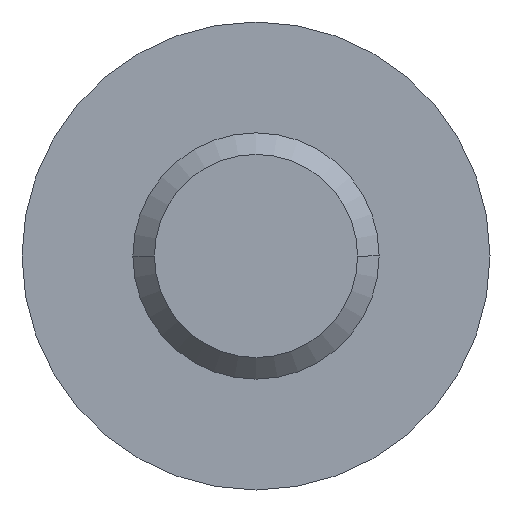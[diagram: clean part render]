
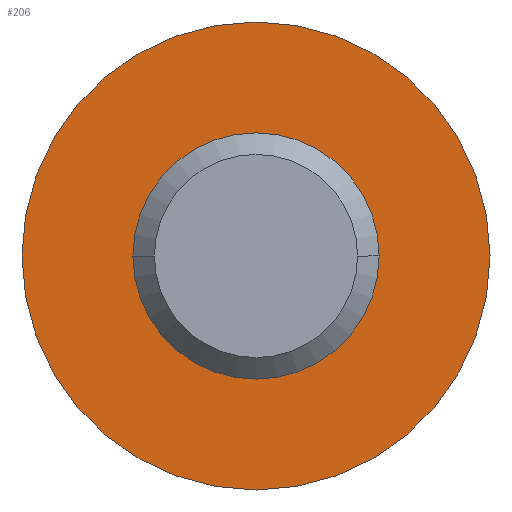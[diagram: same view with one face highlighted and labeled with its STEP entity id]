
A CAD part, left-side view. The second image highlights one B-rep face of the part: STEP entity #206.
In plain terms, the highlighted planar face has unit normal (-1, 0, 0).
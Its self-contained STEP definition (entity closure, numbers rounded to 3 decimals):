
#7 = VERTEX_POINT ( 'NONE', #532 ) ;
#16 = CARTESIAN_POINT ( 'NONE',  ( -2.2, 0., 0. ) ) ;
#39 = DIRECTION ( 'NONE',  ( 0., 1., 0. ) ) ;
#50 = DIRECTION ( 'NONE',  ( 0., 1., 0. ) ) ;
#53 = VERTEX_POINT ( 'NONE', #482 ) ;
#54 = EDGE_LOOP ( 'NONE', ( #119, #152 ) ) ;
#60 = AXIS2_PLACEMENT_3D ( 'NONE', #16, #492, #165 ) ;
#91 = AXIS2_PLACEMENT_3D ( 'NONE', #505, #537, #254 ) ;
#119 = ORIENTED_EDGE ( 'NONE', *, *, #327, .F. ) ;
#144 = VERTEX_POINT ( 'NONE', #296 ) ;
#152 = ORIENTED_EDGE ( 'NONE', *, *, #268, .F. ) ;
#165 = DIRECTION ( 'NONE',  ( 0., 1., 0. ) ) ;
#174 = VERTEX_POINT ( 'NONE', #483 ) ;
#180 = EDGE_LOOP ( 'NONE', ( #472, #393 ) ) ;
#206 = ADVANCED_FACE ( 'NONE', ( #344, #347 ), #217, .T. ) ;
#217 = PLANE ( 'NONE',  #91 ) ;
#230 = DIRECTION ( 'NONE',  ( 1., 0., 0. ) ) ;
#249 = EDGE_CURVE ( 'NONE', #174, #144, #348, .T. ) ;
#254 = DIRECTION ( 'NONE',  ( 0., -1., 0. ) ) ;
#268 = EDGE_CURVE ( 'NONE', #7, #53, #272, .T. ) ;
#272 = CIRCLE ( 'NONE', #336, 3.8 ) ;
#279 = DIRECTION ( 'NONE',  ( 0., 1., 0. ) ) ;
#296 = CARTESIAN_POINT ( 'NONE',  ( -2.2, 2., 0. ) ) ;
#327 = EDGE_CURVE ( 'NONE', #53, #7, #372, .T. ) ;
#336 = AXIS2_PLACEMENT_3D ( 'NONE', #437, #358, #39 ) ;
#344 = FACE_BOUND ( 'NONE', #180, .T. ) ;
#347 = FACE_OUTER_BOUND ( 'NONE', #54, .T. ) ;
#348 = CIRCLE ( 'NONE', #60, 2. ) ;
#353 = CARTESIAN_POINT ( 'NONE',  ( -2.2, 0., 0. ) ) ;
#358 = DIRECTION ( 'NONE',  ( 1., 0., 0. ) ) ;
#372 = CIRCLE ( 'NONE', #386, 3.8 ) ;
#376 = EDGE_CURVE ( 'NONE', #144, #174, #425, .T. ) ;
#386 = AXIS2_PLACEMENT_3D ( 'NONE', #353, #529, #50 ) ;
#393 = ORIENTED_EDGE ( 'NONE', *, *, #249, .T. ) ;
#425 = CIRCLE ( 'NONE', #548, 2. ) ;
#437 = CARTESIAN_POINT ( 'NONE',  ( -2.2, 0., 0. ) ) ;
#472 = ORIENTED_EDGE ( 'NONE', *, *, #376, .T. ) ;
#482 = CARTESIAN_POINT ( 'NONE',  ( -2.2, 3.8, 0. ) ) ;
#483 = CARTESIAN_POINT ( 'NONE',  ( -2.2, -2., 0. ) ) ;
#492 = DIRECTION ( 'NONE',  ( 1., 0., 0. ) ) ;
#505 = CARTESIAN_POINT ( 'NONE',  ( -2.2, 3.8, 0. ) ) ;
#510 = CARTESIAN_POINT ( 'NONE',  ( -2.2, 0., 0. ) ) ;
#529 = DIRECTION ( 'NONE',  ( 1., 0., 0. ) ) ;
#532 = CARTESIAN_POINT ( 'NONE',  ( -2.2, -3.8, 0. ) ) ;
#537 = DIRECTION ( 'NONE',  ( -1., 0., 0. ) ) ;
#548 = AXIS2_PLACEMENT_3D ( 'NONE', #510, #230, #279 ) ;
